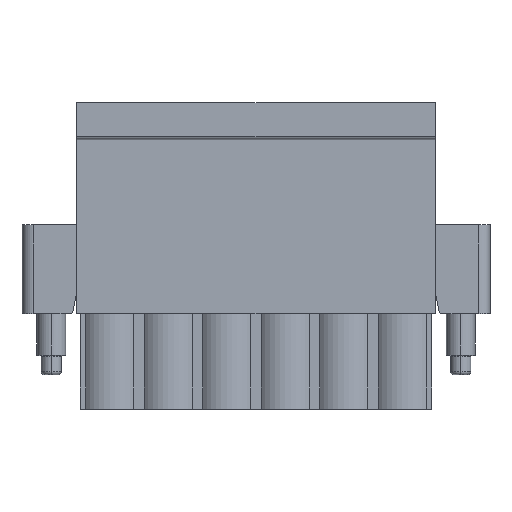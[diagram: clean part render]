
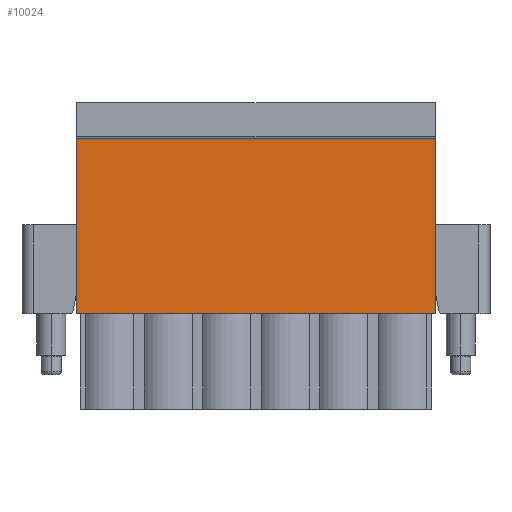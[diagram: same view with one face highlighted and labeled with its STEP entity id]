
A CAD part, top view. The second image highlights one B-rep face of the part: STEP entity #10024.
In plain terms, the highlighted planar face has unit normal (0, 0, 1).
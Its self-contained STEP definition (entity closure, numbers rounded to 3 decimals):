
#13=DIRECTION('',(0.,-1.,0.));
#14=VECTOR('',#13,15.1);
#15=CARTESIAN_POINT('',(0.,9.44,6.96));
#16=LINE('',#15,#14);
#396=DIRECTION('',(-1.,0.,0.));
#397=VECTOR('',#396,31.1);
#398=CARTESIAN_POINT('',(0.,-5.66,6.96));
#399=LINE('',#398,#397);
#1523=DIRECTION('',(0.,-1.,0.));
#1524=VECTOR('',#1523,15.1);
#1525=CARTESIAN_POINT('',(-31.1,9.44,6.96));
#1526=LINE('',#1525,#1524);
#3171=DIRECTION('',(-1.,0.,0.));
#3172=VECTOR('',#3171,31.1);
#3173=CARTESIAN_POINT('',(0.,9.44,6.96));
#3174=LINE('',#3173,#3172);
#4603=CARTESIAN_POINT('',(0.,9.44,6.96));
#4604=CARTESIAN_POINT('',(0.,-5.66,6.96));
#4605=VERTEX_POINT('',#4603);
#4606=VERTEX_POINT('',#4604);
#4649=CARTESIAN_POINT('',(-31.1,9.44,6.96));
#4650=CARTESIAN_POINT('',(-31.1,-5.66,6.96));
#4651=VERTEX_POINT('',#4649);
#4652=VERTEX_POINT('',#4650);
#10013=CARTESIAN_POINT('',(0.,9.44,6.96));
#10014=DIRECTION('',(0.,0.,1.));
#10015=DIRECTION('',(0.,-1.,0.));
#10016=AXIS2_PLACEMENT_3D('',#10013,#10014,#10015);
#10017=PLANE('',#10016);
#10018=ORIENTED_EDGE('',*,*,#6038,.T.);
#10019=ORIENTED_EDGE('',*,*,#6181,.T.);
#10020=ORIENTED_EDGE('',*,*,#7994,.F.);
#10021=ORIENTED_EDGE('',*,*,#10006,.F.);
#10022=EDGE_LOOP('',(#10018,#10019,#10020,#10021));
#10023=FACE_OUTER_BOUND('',#10022,.F.);
#10024=ADVANCED_FACE('',(#10023),#10017,.T.);
#6038=EDGE_CURVE('',#4605,#4606,#16,.T.);
#6181=EDGE_CURVE('',#4606,#4652,#399,.T.);
#7994=EDGE_CURVE('',#4651,#4652,#1526,.T.);
#10006=EDGE_CURVE('',#4605,#4651,#3174,.T.);
